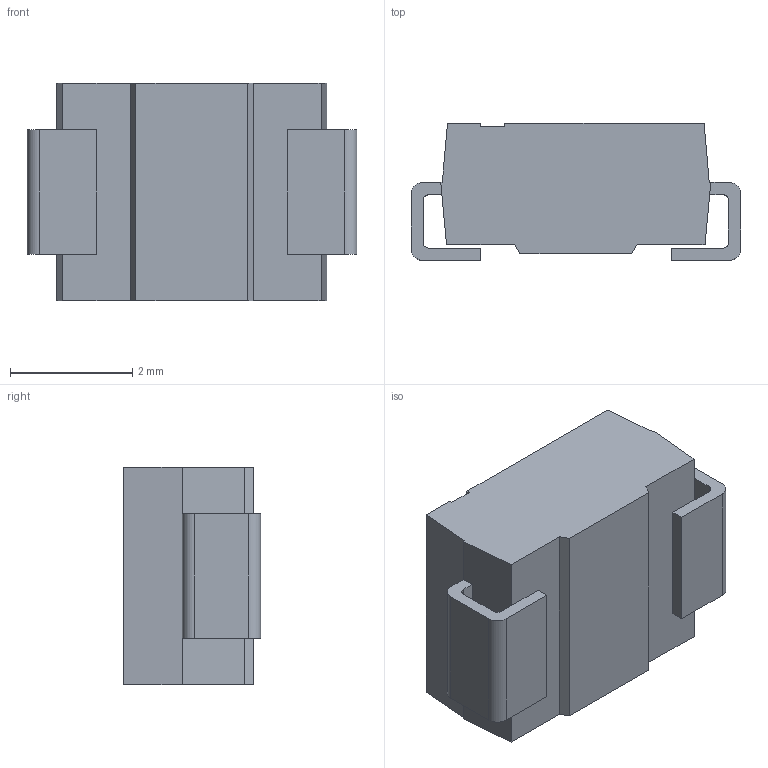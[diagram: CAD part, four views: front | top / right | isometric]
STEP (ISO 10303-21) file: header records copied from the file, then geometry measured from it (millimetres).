
FILE_DESCRIPTION(/* description */ (''),/* implementation_level */ '2;1');
FILE_NAME(/* name */ 'SMB Package.step',/* time_stamp */ '2024-02-10T20:20:13-05:00',/* author */ (''),/* organization */ (''),/* preprocessor_version */ 'ST-DEVELOPER v20',/* originating_system */ 'Autodesk Translation Framework v12.20.1.177',/* authorisation */ '');
FILE_SCHEMA (('AUTOMOTIVE_DESIGN { 1 0 10303 214 3 1 1 }'));
Length unit declared in the file: millimetre
Products named in the file (1): SMB Package
Bounding box: 5.4 x 2.25 x 3.56 mm (x, y, z)
Volume: 33.2 mm3; surface area: 85.2 mm2
Topology: 1 solids, 1 shells, 123 faces, 344 edges, 228 vertices
Faces by surface type: plane 67, bspline 48, cylinder 8
Entity records: 4439 total; most frequent: CARTESIAN_POINT 1512, ORIENTED_EDGE 688, DIRECTION 416, EDGE_CURVE 344, LINE 232, VECTOR 232, VERTEX_POINT 228, EDGE_LOOP 128
